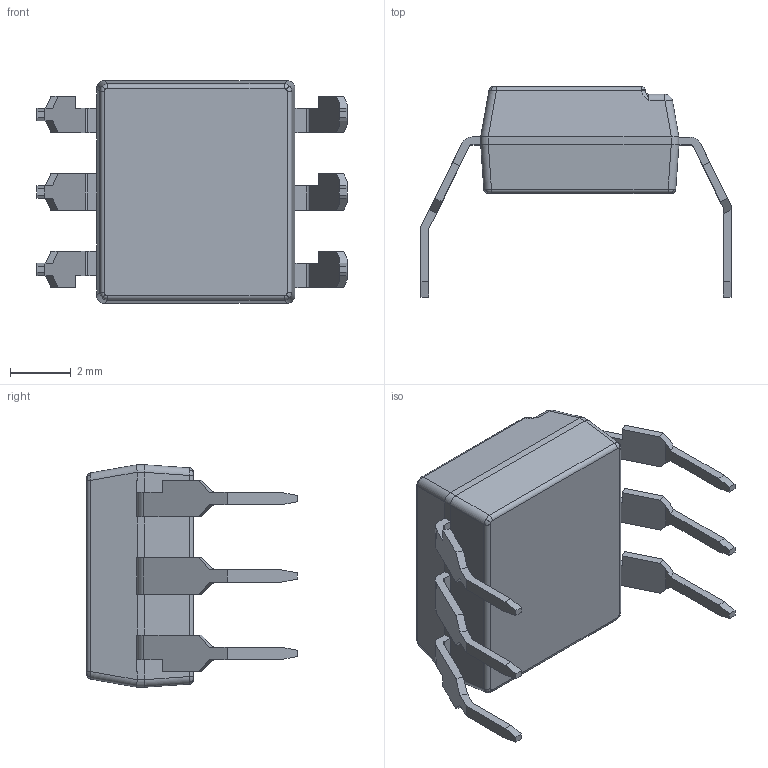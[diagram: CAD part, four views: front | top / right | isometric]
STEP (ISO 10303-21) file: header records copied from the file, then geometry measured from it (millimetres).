
FILE_DESCRIPTION(/* description */ ('STEP AP203'),/* implementation_level */ '2;1');
FILE_NAME(/* name */ 'DDIP-6_400 mil.stp',/* time_stamp */ '2018-10-29T10:49:19+01:00',/* author */ ('kruck'),/* organization */ (''),/* preprocessor_version */ 'ST-DEVELOPER v16.1',/* originating_system */ 'Autodesk Inventor 2016',/* authorisation */ '');
FILE_SCHEMA (('AUTOMOTIVE_DESIGN { 1 0 10303 214 3 1 1 }'));
Length unit declared in the file: millimetre
Products named in the file (1): DIP6-M
Bounding box: 10.17 x 6.9 x 7.3 mm (x, y, z)
Volume: 161.8 mm3; surface area: 241.5 mm2
Topology: 1 solids, 1 shells, 185 faces, 521 edges, 334 vertices
Faces by surface type: plane 127, cylinder 36, bspline 18, sphere 2, torus 2
Entity records: 6132 total; most frequent: CARTESIAN_POINT 1267, ORIENTED_EDGE 1034, DIRECTION 957, EDGE_CURVE 517, LINE 405, VECTOR 405, VERTEX_POINT 334, AXIS2_PLACEMENT_3D 276
